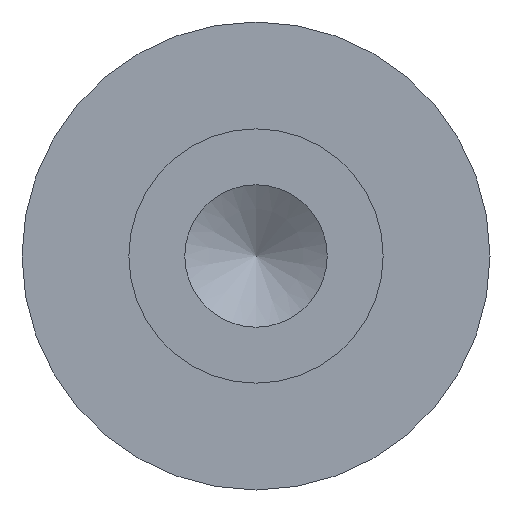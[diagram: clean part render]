
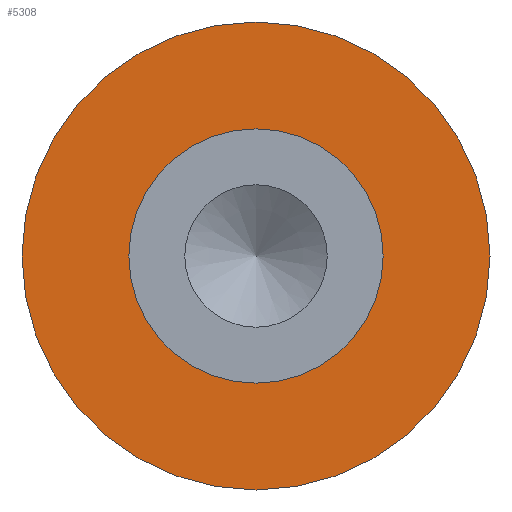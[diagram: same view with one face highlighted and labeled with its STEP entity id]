
A CAD part, front view. The second image highlights one B-rep face of the part: STEP entity #5308.
In plain terms, the highlighted planar face has unit normal (0, -1, 0).
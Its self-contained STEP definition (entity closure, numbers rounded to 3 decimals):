
#29 = EDGE_LOOP ( 'NONE', ( #6204 ) ) ;
#61 = CARTESIAN_POINT ( 'NONE',  ( 0., 14., 0. ) ) ;
#350 = ORIENTED_EDGE ( 'NONE', *, *, #4643, .F. ) ;
#685 = PLANE ( 'NONE',  #1681 ) ;
#712 = DIRECTION ( 'NONE',  ( 0., -1., 0. ) ) ;
#956 = DIRECTION ( 'NONE',  ( 0., 0., -1. ) ) ;
#1046 = AXIS2_PLACEMENT_3D ( 'NONE', #4086, #5407, #956 ) ;
#1105 = CARTESIAN_POINT ( 'NONE',  ( 0., 14., -12.5 ) ) ;
#1340 = CARTESIAN_POINT ( 'NONE',  ( 12.5, 14., 0. ) ) ;
#1681 = AXIS2_PLACEMENT_3D ( 'NONE', #1340, #712, #1801 ) ;
#1801 = DIRECTION ( 'NONE',  ( 0., 0., -1. ) ) ;
#1935 = VERTEX_POINT ( 'NONE', #3428 ) ;
#1968 = AXIS2_PLACEMENT_3D ( 'NONE', #61, #2111, #2041 ) ;
#2041 = DIRECTION ( 'NONE',  ( 0., 0., -1. ) ) ;
#2111 = DIRECTION ( 'NONE',  ( 0., -1., 0. ) ) ;
#2387 = CIRCLE ( 'NONE', #1046, 12.5 ) ;
#2613 = CIRCLE ( 'NONE', #1968, 23. ) ;
#3428 = CARTESIAN_POINT ( 'NONE',  ( 0., 14., -23. ) ) ;
#3672 = FACE_OUTER_BOUND ( 'NONE', #29, .T. ) ;
#4086 = CARTESIAN_POINT ( 'NONE',  ( 0., 14., 0. ) ) ;
#4342 = EDGE_CURVE ( 'NONE', #1935, #1935, #2613, .T. ) ;
#4610 = FACE_BOUND ( 'NONE', #4892, .T. ) ;
#4643 = EDGE_CURVE ( 'NONE', #5965, #5965, #2387, .T. ) ;
#4892 = EDGE_LOOP ( 'NONE', ( #350 ) ) ;
#5308 = ADVANCED_FACE ( 'NONE', ( #3672, #4610 ), #685, .T. ) ;
#5407 = DIRECTION ( 'NONE',  ( 0., -1., 0. ) ) ;
#5965 = VERTEX_POINT ( 'NONE', #1105 ) ;
#6204 = ORIENTED_EDGE ( 'NONE', *, *, #4342, .T. ) ;
